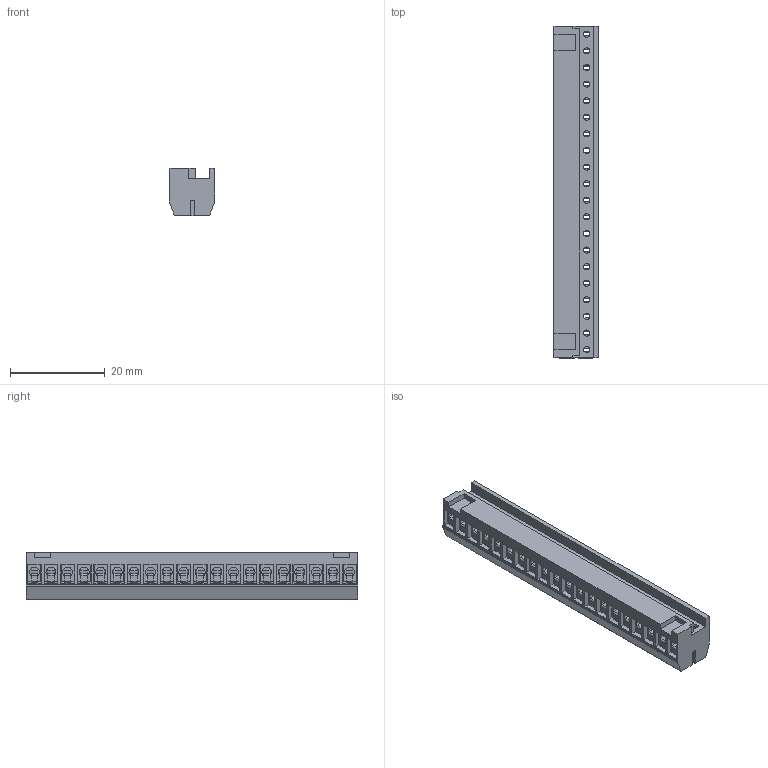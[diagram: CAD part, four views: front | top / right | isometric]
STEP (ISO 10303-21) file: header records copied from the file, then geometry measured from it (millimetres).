
FILE_DESCRIPTION((''),'2;1');
FILE_NAME('0','2024-11-15T14:20:23',('sheji'),(''),'CREO PARAMETRIC BY PTC INC, 2018100','CREO PARAMETRIC BY PTC INC, 2018100','');
FILE_SCHEMA(('CONFIG_CONTROL_DESIGN'));
Length unit declared in the file: millimetre
Products named in the file (1): 0
Bounding box: 9.5 x 70 x 10 mm (x, y, z)
Volume: 4932.2 mm3; surface area: 5333.1 mm2
Topology: 1 solids, 1 shells, 1186 faces, 3012 edges, 1868 vertices
Faces by surface type: plane 694, cylinder 292, cone 80, bspline 60, extrusion 60
Entity records: 37096 total; most frequent: CARTESIAN_POINT 8524, ORIENTED_EDGE 6024, DIRECTION 5688, EDGE_CURVE 3012, VECTOR 2068, LINE 2008, VERTEX_POINT 1868, AXIS2_PLACEMENT_3D 1810
